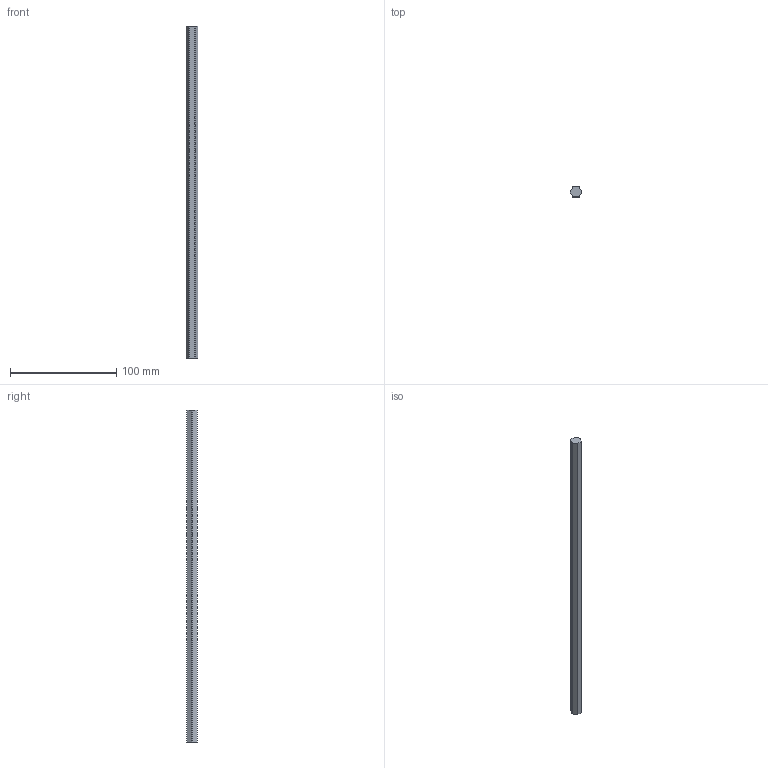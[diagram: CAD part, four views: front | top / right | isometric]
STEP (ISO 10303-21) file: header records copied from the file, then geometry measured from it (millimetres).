
FILE_DESCRIPTION(/* description */ ('STEP AP214'),/* implementation_level */ '2;1');
FILE_NAME(/* name */ '3_8 OD Hex Stock (36) (217-2754).stp',/* time_stamp */ '2024-08-02T14:56:30-04:00',/* author */ ('Preston'),/* organization */ (''),/* preprocessor_version */ 'ST-DEVELOPER v19.2',/* originating_system */ 'Autodesk Inventor 2024',/* authorisation */ '');
FILE_SCHEMA (('AUTOMOTIVE_DESIGN { 1 0 10303 214 3 1 1 }'));
Length unit declared in the file: inch
Products named in the file (1): 217-2754 Release
Bounding box: 10.81 x 9.5 x 312.42 mm (x, y, z)
Volume: 24390.3 mm3; surface area: 10334.8 mm2
Topology: 1 solids, 1 shells, 14 faces, 36 edges, 24 vertices
Faces by surface type: plane 8, cylinder 6
Entity records: 477 total; most frequent: DIRECTION 78, CARTESIAN_POINT 75, ORIENTED_EDGE 72, EDGE_CURVE 36, AXIS2_PLACEMENT_3D 27, LINE 24, VECTOR 24, VERTEX_POINT 24
